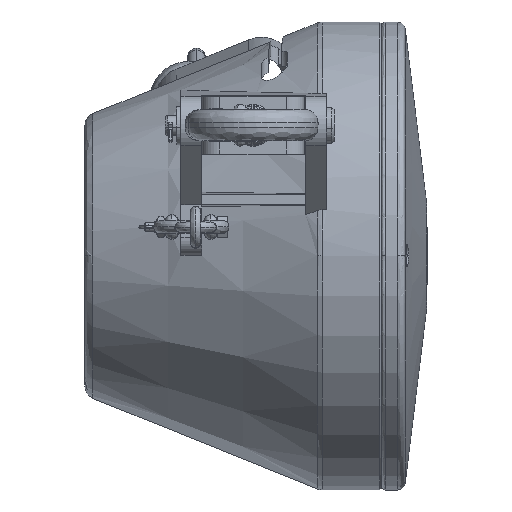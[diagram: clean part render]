
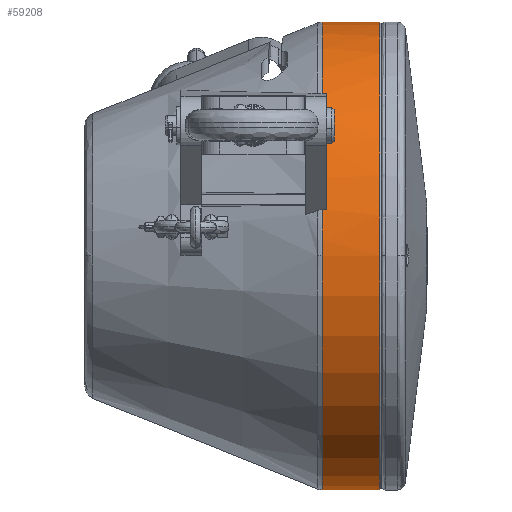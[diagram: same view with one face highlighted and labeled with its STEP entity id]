
A CAD part, top view. The second image highlights one B-rep face of the part: STEP entity #59208.
In plain terms, the highlighted cylindrical face has radius 90 mm (diameter 180 mm), a partial arc.
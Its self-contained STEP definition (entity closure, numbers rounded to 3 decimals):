
#1383 = CARTESIAN_POINT ( 'NONE',  ( 102.192, -90., 0. ) ) ;
#1457 = EDGE_CURVE ( 'NONE', #19225, #34244, #7961, .T. ) ;
#2200 = AXIS2_PLACEMENT_3D ( 'NONE', #82630, #39240, #31218 ) ;
#3140 = CIRCLE ( 'NONE', #25198, 90. ) ;
#3275 = DIRECTION ( 'NONE',  ( 0., 1., 0. ) ) ;
#7961 = CIRCLE ( 'NONE', #62715, 90. ) ;
#9210 = ORIENTED_EDGE ( 'NONE', *, *, #64207, .F. ) ;
#9910 = AXIS2_PLACEMENT_3D ( 'NONE', #30281, #38265, #3275 ) ;
#12297 = CIRCLE ( 'NONE', #70766, 90. ) ;
#16611 = VERTEX_POINT ( 'NONE', #77912 ) ;
#16902 = LINE ( 'NONE', #1383, #17783 ) ;
#17435 = VECTOR ( 'NONE', #44189, 1000. ) ;
#17783 = VECTOR ( 'NONE', #26053, 1000. ) ;
#18393 = CARTESIAN_POINT ( 'NONE',  ( 91.334, 0., 0. ) ) ;
#18811 = EDGE_CURVE ( 'NONE', #34244, #71765, #40633, .T. ) ;
#19225 = VERTEX_POINT ( 'NONE', #72042 ) ;
#22144 = CARTESIAN_POINT ( 'NONE',  ( 92.978, 0., 0. ) ) ;
#23006 = CYLINDRICAL_SURFACE ( 'NONE', #9910, 90. ) ;
#24413 = ORIENTED_EDGE ( 'NONE', *, *, #18811, .F. ) ;
#24802 = CARTESIAN_POINT ( 'NONE',  ( 113.522, 0., 0. ) ) ;
#25198 = AXIS2_PLACEMENT_3D ( 'NONE', #24802, #77331, #51078 ) ;
#26053 = DIRECTION ( 'NONE',  ( 1., 0., 0. ) ) ;
#29483 = CARTESIAN_POINT ( 'NONE',  ( 91.334, 0., 0. ) ) ;
#30281 = CARTESIAN_POINT ( 'NONE',  ( 102.192, 0., 0. ) ) ;
#31218 = DIRECTION ( 'NONE',  ( 0., 0., -1. ) ) ;
#31685 = VERTEX_POINT ( 'NONE', #105399 ) ;
#32055 = CARTESIAN_POINT ( 'NONE',  ( 102.192, 90., 0. ) ) ;
#34244 = VERTEX_POINT ( 'NONE', #95335 ) ;
#37208 = CARTESIAN_POINT ( 'NONE',  ( 91.334, -90., 0. ) ) ;
#37251 = DIRECTION ( 'NONE',  ( 0., 0., -1. ) ) ;
#38044 = DIRECTION ( 'NONE',  ( -1., 0., 0. ) ) ;
#38265 = DIRECTION ( 'NONE',  ( 1., 0., 0. ) ) ;
#39240 = DIRECTION ( 'NONE',  ( -1., 0., 0. ) ) ;
#39332 = DIRECTION ( 'NONE',  ( 0., 1., 0. ) ) ;
#40633 = LINE ( 'NONE', #32055, #63473 ) ;
#44189 = DIRECTION ( 'NONE',  ( 1., 0., 0. ) ) ;
#45505 = EDGE_CURVE ( 'NONE', #19225, #78207, #70376, .T. ) ;
#46617 = EDGE_CURVE ( 'NONE', #16611, #59701, #66200, .T. ) ;
#50922 = ORIENTED_EDGE ( 'NONE', *, *, #66903, .F. ) ;
#51078 = DIRECTION ( 'NONE',  ( 0., 1., 0. ) ) ;
#51535 = ORIENTED_EDGE ( 'NONE', *, *, #1457, .F. ) ;
#59208 = ADVANCED_FACE ( 'NONE', ( #66363 ), #23006, .T. ) ;
#59522 = CARTESIAN_POINT ( 'NONE',  ( 92.978, 62.373, 64.882 ) ) ;
#59643 = VERTEX_POINT ( 'NONE', #100957 ) ;
#59701 = VERTEX_POINT ( 'NONE', #83751 ) ;
#62389 = VERTEX_POINT ( 'NONE', #37208 ) ;
#62715 = AXIS2_PLACEMENT_3D ( 'NONE', #18393, #78979, #37251 ) ;
#63473 = VECTOR ( 'NONE', #66841, 1000. ) ;
#64207 = EDGE_CURVE ( 'NONE', #31685, #59701, #97733, .T. ) ;
#66179 = EDGE_CURVE ( 'NONE', #59643, #71765, #3140, .T. ) ;
#66200 = LINE ( 'NONE', #101737, #72699 ) ;
#66363 = FACE_OUTER_BOUND ( 'NONE', #81134, .T. ) ;
#66841 = DIRECTION ( 'NONE',  ( 1., 0., 0. ) ) ;
#66903 = EDGE_CURVE ( 'NONE', #16611, #78207, #12297, .T. ) ;
#70376 = LINE ( 'NONE', #79563, #17435 ) ;
#70766 = AXIS2_PLACEMENT_3D ( 'NONE', #22144, #72411, #39332 ) ;
#71765 = VERTEX_POINT ( 'NONE', #73290 ) ;
#72042 = CARTESIAN_POINT ( 'NONE',  ( 91.334, 62.373, 64.882 ) ) ;
#72411 = DIRECTION ( 'NONE',  ( -1., 0., 0. ) ) ;
#72699 = VECTOR ( 'NONE', #111996, 1000. ) ;
#73290 = CARTESIAN_POINT ( 'NONE',  ( 113.522, 90., 0. ) ) ;
#74994 = EDGE_CURVE ( 'NONE', #62389, #59643, #16902, .T. ) ;
#77331 = DIRECTION ( 'NONE',  ( -1., 0., 0. ) ) ;
#77912 = CARTESIAN_POINT ( 'NONE',  ( 92.978, 17.645, 88.253 ) ) ;
#78207 = VERTEX_POINT ( 'NONE', #59522 ) ;
#78979 = DIRECTION ( 'NONE',  ( -1., 0., 0. ) ) ;
#79563 = CARTESIAN_POINT ( 'NONE',  ( 102.192, 62.373, 64.882 ) ) ;
#81134 = EDGE_LOOP ( 'NONE', ( #86166, #92503, #83563, #24413, #51535, #81960, #50922, #81566, #9210 ) ) ;
#81566 = ORIENTED_EDGE ( 'NONE', *, *, #46617, .T. ) ;
#81960 = ORIENTED_EDGE ( 'NONE', *, *, #45505, .T. ) ;
#82630 = CARTESIAN_POINT ( 'NONE',  ( 91.334, 0., 0. ) ) ;
#83563 = ORIENTED_EDGE ( 'NONE', *, *, #66179, .T. ) ;
#83751 = CARTESIAN_POINT ( 'NONE',  ( 91.334, 17.645, 88.253 ) ) ;
#86166 = ORIENTED_EDGE ( 'NONE', *, *, #88884, .F. ) ;
#88884 = EDGE_CURVE ( 'NONE', #62389, #31685, #89896, .T. ) ;
#89896 = CIRCLE ( 'NONE', #2200, 90. ) ;
#92247 = AXIS2_PLACEMENT_3D ( 'NONE', #29483, #38044, #99742 ) ;
#92503 = ORIENTED_EDGE ( 'NONE', *, *, #74994, .T. ) ;
#95335 = CARTESIAN_POINT ( 'NONE',  ( 91.334, 90., 0. ) ) ;
#97733 = CIRCLE ( 'NONE', #92247, 90. ) ;
#99742 = DIRECTION ( 'NONE',  ( 0., 0., -1. ) ) ;
#100957 = CARTESIAN_POINT ( 'NONE',  ( 113.522, -90., 0. ) ) ;
#101737 = CARTESIAN_POINT ( 'NONE',  ( 102.192, 17.645, 88.253 ) ) ;
#105399 = CARTESIAN_POINT ( 'NONE',  ( 91.334, 0., 90. ) ) ;
#111996 = DIRECTION ( 'NONE',  ( -1., 0., 0. ) ) ;
